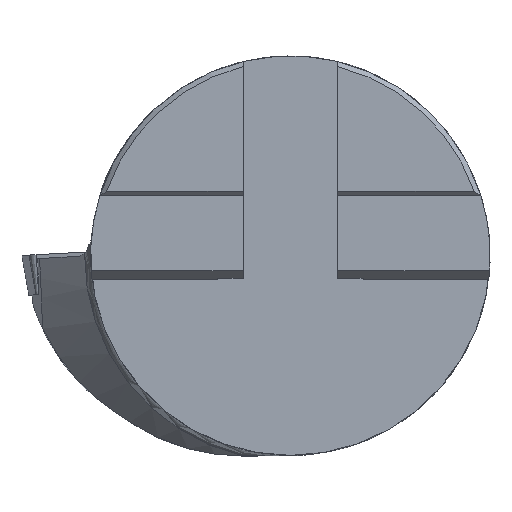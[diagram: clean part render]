
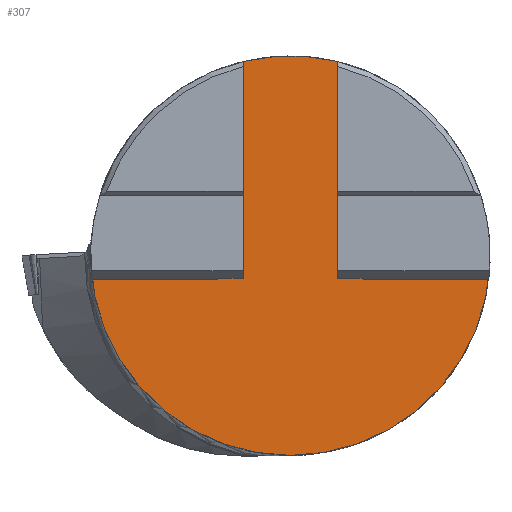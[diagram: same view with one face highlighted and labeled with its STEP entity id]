
A CAD part, top view. The second image highlights one B-rep face of the part: STEP entity #307.
In plain terms, the highlighted planar face has unit normal (0, 0, 1).
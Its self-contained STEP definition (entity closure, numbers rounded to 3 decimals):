
#225=CIRCLE('',#1625,20.);
#228=CIRCLE('',#1630,20.);
#307=ADVANCED_FACE('',(#430),#370,.F.);
#370=PLANE('',#1686);
#430=FACE_OUTER_BOUND('',#503,.T.);
#503=EDGE_LOOP('',(#788,#789,#790,#791,#792,#793));
#788=ORIENTED_EDGE('',*,*,#1197,.T.);
#789=ORIENTED_EDGE('',*,*,#1290,.T.);
#790=ORIENTED_EDGE('',*,*,#1291,.F.);
#791=ORIENTED_EDGE('',*,*,#1203,.T.);
#792=ORIENTED_EDGE('',*,*,#1292,.T.);
#793=ORIENTED_EDGE('',*,*,#1293,.T.);
#1045=VERTEX_POINT('',#2323);
#1046=VERTEX_POINT('',#2325);
#1050=VERTEX_POINT('',#2334);
#1051=VERTEX_POINT('',#2336);
#1109=VERTEX_POINT('',#2702);
#1110=VERTEX_POINT('',#2705);
#1197=EDGE_CURVE('',#1046,#1045,#225,.T.);
#1203=EDGE_CURVE('',#1051,#1050,#228,.T.);
#1290=EDGE_CURVE('',#1045,#1109,#1404,.T.);
#1291=EDGE_CURVE('',#1051,#1109,#1405,.T.);
#1292=EDGE_CURVE('',#1050,#1110,#1406,.T.);
#1293=EDGE_CURVE('',#1110,#1046,#1407,.T.);
#1404=LINE('',#2701,#1492);
#1405=LINE('',#2703,#1493);
#1406=LINE('',#2704,#1494);
#1407=LINE('',#2706,#1495);
#1492=VECTOR('',#1990,1.);
#1493=VECTOR('',#1991,1.);
#1494=VECTOR('',#1992,1.);
#1495=VECTOR('',#1993,1.);
#1625=AXIS2_PLACEMENT_3D('',#2324,#1851,#1852);
#1630=AXIS2_PLACEMENT_3D('',#2335,#1862,#1863);
#1686=AXIS2_PLACEMENT_3D('',#2707,#1994,#1995);
#1851=DIRECTION('',(0.,0.,1.));
#1852=DIRECTION('',(-1.,0.,0.));
#1862=DIRECTION('',(0.,0.,1.));
#1863=DIRECTION('',(-1.,0.,0.));
#1990=DIRECTION('',(-1.,0.,0.));
#1991=DIRECTION('',(0.,-1.,0.));
#1992=DIRECTION('',(0.,-1.,0.));
#1993=DIRECTION('',(-1.,0.,0.));
#1994=DIRECTION('',(0.,0.,-1.));
#1995=DIRECTION('',(-1.,0.,0.));
#2323=CARTESIAN_POINT('',(19.987,-0.73,-4.7));
#2324=CARTESIAN_POINT('',(0.,0.,-4.7));
#2325=CARTESIAN_POINT('',(-19.987,-0.73,-4.7));
#2334=CARTESIAN_POINT('',(-7.275,18.63,-4.7));
#2335=CARTESIAN_POINT('',(0.,0.,-4.7));
#2336=CARTESIAN_POINT('',(7.275,18.63,-4.7));
#2701=CARTESIAN_POINT('',(-7.275,-0.73,-4.7));
#2702=CARTESIAN_POINT('',(7.275,-0.73,-4.7));
#2703=CARTESIAN_POINT('',(7.275,25.,-4.7));
#2704=CARTESIAN_POINT('',(-7.275,25.,-4.7));
#2705=CARTESIAN_POINT('',(-7.275,-0.73,-4.7));
#2706=CARTESIAN_POINT('',(-7.275,-0.73,-4.7));
#2707=CARTESIAN_POINT('',(-7.275,25.,-4.7));
